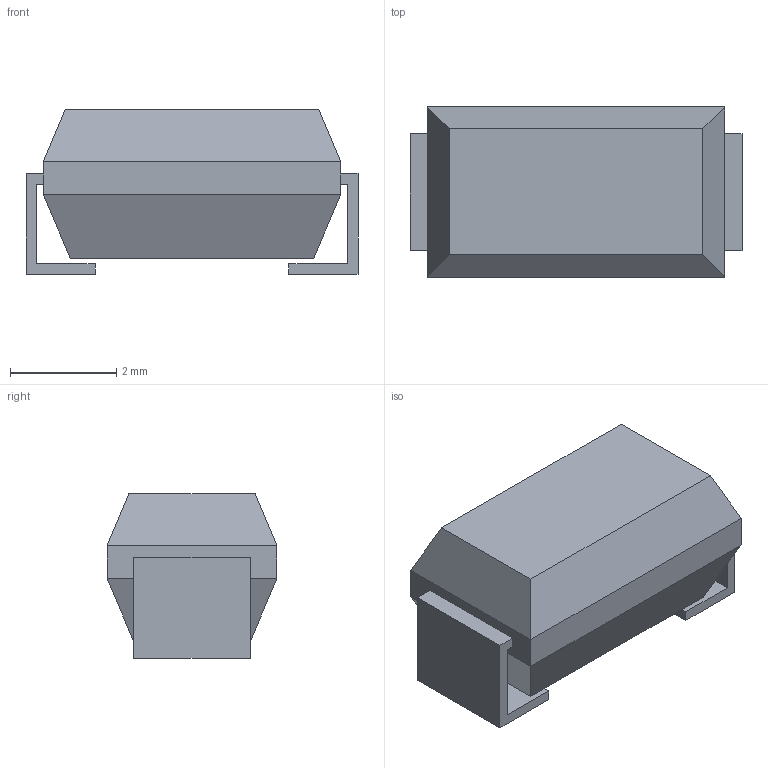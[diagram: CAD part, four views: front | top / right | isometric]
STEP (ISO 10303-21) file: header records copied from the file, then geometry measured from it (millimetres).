
FILE_DESCRIPTION(('STEP AP214'),'1');
FILE_NAME('RESM6032X280N','2023-06-11T11:36:02',(''),(''),'','','');
FILE_SCHEMA(('AUTOMOTIVE_DESIGN'));
Length unit declared in the file: millimetre
Products named in the file (1): RESM6032X280N
Bounding box: 6.25 x 3.2 x 3.1 mm (x, y, z)
Surface area: 104.3 mm2 (no closed solid volume)
Topology: 0 solids, 34 shells, 34 faces, 152 edges, 152 vertices
Faces by surface type: plane 34
Entity records: 1715 total; most frequent: CARTESIAN_POINT 339, VERTEX_POINT 304, DIRECTION 222, ORIENTED_EDGE 152, EDGE_CURVE 152, LINE 152, VECTOR 152, AXIS2_PLACEMENT_3D 35
